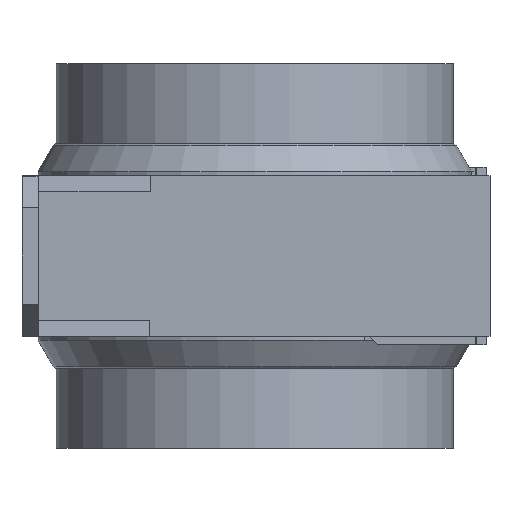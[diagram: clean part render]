
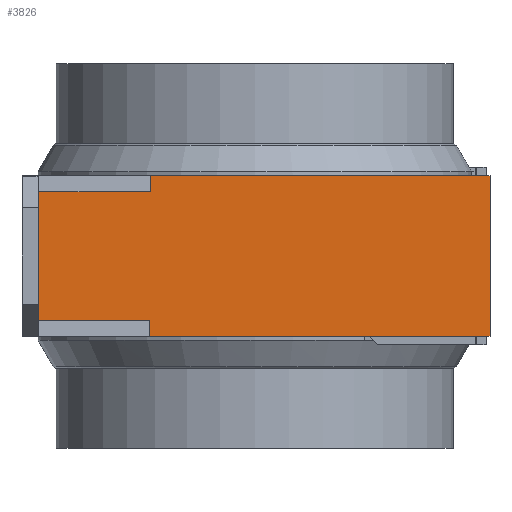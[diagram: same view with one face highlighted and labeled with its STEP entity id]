
A CAD part, left-side view. The second image highlights one B-rep face of the part: STEP entity #3826.
In plain terms, the highlighted planar face has unit normal (-1, 0, 0).
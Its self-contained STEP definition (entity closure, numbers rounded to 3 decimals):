
#328=FACE_OUTER_BOUND('',#555,.T.);
#555=EDGE_LOOP('',(#3329,#3330,#3331,#3332,#3333,#3334,#3335,#3336,#3337,
#3338));
#581=LINE('',#5167,#1042);
#817=LINE('',#5708,#1278);
#820=LINE('',#5717,#1281);
#826=LINE('',#5730,#1287);
#853=LINE('',#5811,#1314);
#854=LINE('',#5813,#1315);
#886=LINE('',#5893,#1347);
#889=LINE('',#5899,#1350);
#934=LINE('',#6020,#1395);
#959=LINE('',#6085,#1420);
#1042=VECTOR('',#4148,10.);
#1278=VECTOR('',#4566,10.);
#1281=VECTOR('',#4571,10.);
#1287=VECTOR('',#4581,10.);
#1314=VECTOR('',#4664,10.);
#1315=VECTOR('',#4667,10.);
#1347=VECTOR('',#4745,10.);
#1350=VECTOR('',#4750,10.);
#1395=VECTOR('',#4891,10.);
#1420=VECTOR('',#4978,10.);
#1503=VERTEX_POINT('',#5165);
#1504=VERTEX_POINT('',#5166);
#1718=VERTEX_POINT('',#5706);
#1721=VERTEX_POINT('',#5713);
#1723=VERTEX_POINT('',#5716);
#1727=VERTEX_POINT('',#5728);
#1728=VERTEX_POINT('',#5729);
#1775=VERTEX_POINT('',#5890);
#1776=VERTEX_POINT('',#5892);
#1778=VERTEX_POINT('',#5898);
#1861=EDGE_CURVE('',#1503,#1504,#581,.T.);
#2127=EDGE_CURVE('',#1718,#1503,#817,.T.);
#2131=EDGE_CURVE('',#1721,#1723,#820,.T.);
#2137=EDGE_CURVE('',#1727,#1728,#826,.T.);
#2179=EDGE_CURVE('',#1728,#1723,#853,.T.);
#2180=EDGE_CURVE('',#1727,#1718,#854,.T.);
#2218=EDGE_CURVE('',#1776,#1775,#886,.T.);
#2221=EDGE_CURVE('',#1778,#1776,#889,.T.);
#2281=EDGE_CURVE('',#1721,#1778,#934,.T.);
#2313=EDGE_CURVE('',#1775,#1504,#959,.T.);
#3329=ORIENTED_EDGE('',*,*,#2313,.T.);
#3330=ORIENTED_EDGE('',*,*,#1861,.F.);
#3331=ORIENTED_EDGE('',*,*,#2127,.F.);
#3332=ORIENTED_EDGE('',*,*,#2180,.F.);
#3333=ORIENTED_EDGE('',*,*,#2137,.T.);
#3334=ORIENTED_EDGE('',*,*,#2179,.T.);
#3335=ORIENTED_EDGE('',*,*,#2131,.F.);
#3336=ORIENTED_EDGE('',*,*,#2281,.T.);
#3337=ORIENTED_EDGE('',*,*,#2221,.T.);
#3338=ORIENTED_EDGE('',*,*,#2218,.T.);
#3628=PLANE('',#4116);
#3826=ADVANCED_FACE('',(#328),#3628,.T.);
#4116=AXIS2_PLACEMENT_3D('',#6178,#5066,#5067);
#4148=DIRECTION('',(0.,0.,-1.));
#4566=DIRECTION('',(0.,-1.,0.));
#4571=DIRECTION('',(0.,-1.,0.));
#4581=DIRECTION('',(0.,1.,0.));
#4664=DIRECTION('',(0.,0.,1.));
#4667=DIRECTION('',(0.,0.,1.));
#4745=DIRECTION('',(0.,0.,-1.));
#4750=DIRECTION('',(0.,-1.,0.));
#4891=DIRECTION('',(0.,0.,-1.));
#4978=DIRECTION('',(0.,-1.,0.));
#5066=DIRECTION('center_axis',(-1.,0.,0.));
#5067=DIRECTION('ref_axis',(0.,0.,
-1.));
#5165=CARTESIAN_POINT('',(-70.,-56.191,45.));
#5166=CARTESIAN_POINT('',(-70.,-56.191,-5.));
#5167=CARTESIAN_POINT('',(-70.,-56.191,45.));
#5706=CARTESIAN_POINT('',(-70.,49.745,45.));
#5708=CARTESIAN_POINT('',(-70.,84.809,45.));
#5713=CARTESIAN_POINT('',(-70.,84.809,45.));
#5716=CARTESIAN_POINT('',(-70.,83.778,45.));
#5717=CARTESIAN_POINT('',(-70.,84.809,45.));
#5728=CARTESIAN_POINT('',(-70.,49.745,40.));
#5729=CARTESIAN_POINT('',(-70.,83.778,40.));
#5730=CARTESIAN_POINT('',(-70.,67.361,40.));
#5811=CARTESIAN_POINT('',(-70.,83.778,45.));
#5813=CARTESIAN_POINT('',(-70.,49.745,45.));
#5890=CARTESIAN_POINT('',(-70.,50.084,-5.));
#5892=CARTESIAN_POINT('',(-70.,50.084,0.));
#5893=CARTESIAN_POINT('',(-70.,50.084,20.));
#5898=CARTESIAN_POINT('',(-70.,84.809,0.));
#5899=CARTESIAN_POINT('',(-70.,76.128,0.));
#6020=CARTESIAN_POINT('',(-70.,84.809,45.));
#6085=CARTESIAN_POINT('',(-70.,84.809,-5.));
#6178=CARTESIAN_POINT('Origin',(-70.,84.809,45.));
